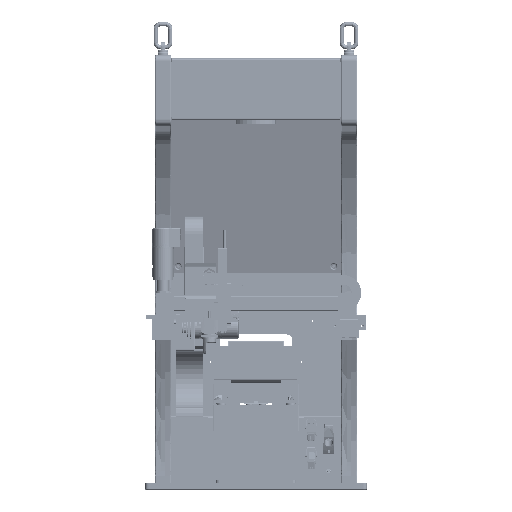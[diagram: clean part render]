
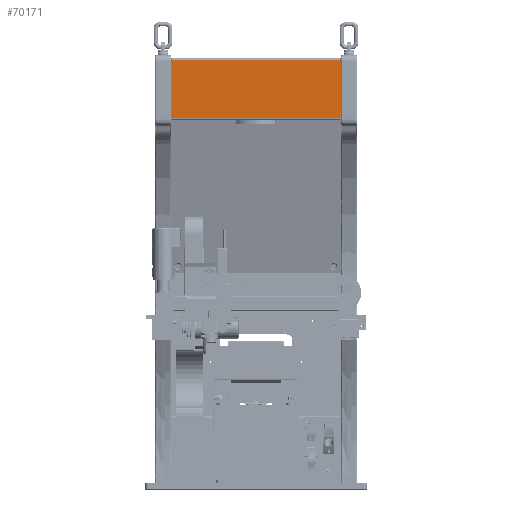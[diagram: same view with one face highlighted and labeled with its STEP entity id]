
A CAD part, top view. The second image highlights one B-rep face of the part: STEP entity #70171.
In plain terms, the highlighted planar face has unit normal (0, 0, 1).
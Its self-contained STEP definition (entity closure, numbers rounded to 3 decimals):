
#7390=CIRCLE('',#75236,0.5);
#7391=CIRCLE('',#75237,0.5);
#7392=CIRCLE('',#75238,0.5);
#7393=CIRCLE('',#75239,0.5);
#7394=CIRCLE('',#75240,0.5);
#7395=CIRCLE('',#75241,0.5);
#7396=CIRCLE('',#75242,0.5);
#7397=CIRCLE('',#75243,0.5);
#17326=VERTEX_POINT('',#135717);
#17327=VERTEX_POINT('',#135719);
#17328=VERTEX_POINT('',#135723);
#17329=VERTEX_POINT('',#135724);
#17330=VERTEX_POINT('',#135726);
#17331=VERTEX_POINT('',#135728);
#17332=VERTEX_POINT('',#135730);
#17333=VERTEX_POINT('',#135732);
#17334=VERTEX_POINT('',#135735);
#17335=VERTEX_POINT('',#135737);
#17336=VERTEX_POINT('',#135739);
#17337=VERTEX_POINT('',#135741);
#17338=VERTEX_POINT('',#135743);
#17339=VERTEX_POINT('',#135745);
#17340=VERTEX_POINT('',#135747);
#17341=VERTEX_POINT('',#135749);
#24886=VECTOR('',#90583,1.);
#24887=VECTOR('',#90591,1.);
#24888=VECTOR('',#90596,1.);
#24889=VECTOR('',#90597,1.);
#24890=VECTOR('',#90602,1.);
#24891=VECTOR('',#90607,1.);
#24892=VECTOR('',#90608,1.);
#24893=VECTOR('',#90609,1.);
#31267=LINE('',#135718,#24886);
#31268=LINE('',#135727,#24887);
#31269=LINE('',#135733,#24888);
#31270=LINE('',#135734,#24889);
#31271=LINE('',#135740,#24890);
#31272=LINE('',#135746,#24891);
#31273=LINE('',#135748,#24892);
#31274=LINE('',#135750,#24893);
#41897=EDGE_CURVE('',#17327,#17326,#31267,.T.);
#41899=EDGE_CURVE('',#17328,#17329,#7390,.T.);
#41900=EDGE_CURVE('',#17330,#17329,#7391,.T.);
#41901=EDGE_CURVE('',#17330,#17331,#31268,.T.);
#41902=EDGE_CURVE('',#17332,#17331,#7392,.T.);
#41903=EDGE_CURVE('',#17332,#17333,#7393,.T.);
#41904=EDGE_CURVE('',#17333,#17327,#31269,.T.);
#41905=EDGE_CURVE('',#17326,#17334,#31270,.T.);
#41906=EDGE_CURVE('',#17334,#17335,#7394,.T.);
#41907=EDGE_CURVE('',#17336,#17335,#7395,.T.);
#41908=EDGE_CURVE('',#17336,#17337,#31271,.T.);
#41909=EDGE_CURVE('',#17338,#17337,#7396,.T.);
#41910=EDGE_CURVE('',#17338,#17339,#7397,.T.);
#41911=EDGE_CURVE('',#17339,#17340,#31272,.T.);
#41912=EDGE_CURVE('',#17341,#17340,#31273,.T.);
#41913=EDGE_CURVE('',#17341,#17328,#31274,.T.);
#56886=ORIENTED_EDGE('',*,*,#41899,.T.);
#56887=ORIENTED_EDGE('',*,*,#41900,.F.);
#56888=ORIENTED_EDGE('',*,*,#41901,.T.);
#56889=ORIENTED_EDGE('',*,*,#41902,.F.);
#56890=ORIENTED_EDGE('',*,*,#41903,.T.);
#56891=ORIENTED_EDGE('',*,*,#41904,.T.);
#56892=ORIENTED_EDGE('',*,*,#41897,.T.);
#56893=ORIENTED_EDGE('',*,*,#41905,.T.);
#56894=ORIENTED_EDGE('',*,*,#41906,.T.);
#56895=ORIENTED_EDGE('',*,*,#41907,.F.);
#56896=ORIENTED_EDGE('',*,*,#41908,.T.);
#56897=ORIENTED_EDGE('',*,*,#41909,.F.);
#56898=ORIENTED_EDGE('',*,*,#41910,.T.);
#56899=ORIENTED_EDGE('',*,*,#41911,.T.);
#56900=ORIENTED_EDGE('',*,*,#41912,.F.);
#56901=ORIENTED_EDGE('',*,*,#41913,.T.);
#63354=EDGE_LOOP('',(#56886,#56887,#56888,#56889,#56890,#56891,#56892,#56893,
#56894,#56895,#56896,#56897,#56898,#56899,#56900,#56901));
#67324=FACE_BOUND('',#63354,.T.);
#70171=ADVANCED_FACE('',(#67324),#144320,.T.);
#75235=AXIS2_PLACEMENT_3D('',#135721,#90586,$);
#75236=AXIS2_PLACEMENT_3D('',#135722,#90587,#90588);
#75237=AXIS2_PLACEMENT_3D('',#135725,#90589,#90590);
#75238=AXIS2_PLACEMENT_3D('',#135729,#90592,#90593);
#75239=AXIS2_PLACEMENT_3D('',#135731,#90594,#90595);
#75240=AXIS2_PLACEMENT_3D('',#135736,#90598,#90599);
#75241=AXIS2_PLACEMENT_3D('',#135738,#90600,#90601);
#75242=AXIS2_PLACEMENT_3D('',#135742,#90603,#90604);
#75243=AXIS2_PLACEMENT_3D('',#135744,#90605,#90606);
#90583=DIRECTION('',(1.,0.,0.));
#90586=DIRECTION('',(0.,0.,1.));
#90587=DIRECTION('',(0.,0.,-1.));
#90588=DIRECTION('',(-0.5,0.,0.));
#90589=DIRECTION('',(0.,0.,-1.));
#90590=DIRECTION('',(-0.5,0.,0.));
#90591=DIRECTION('',(0.,-1.,0.));
#90592=DIRECTION('',(0.,0.,-1.));
#90593=DIRECTION('',(0.5,0.,0.));
#90594=DIRECTION('',(0.,0.,-1.));
#90595=DIRECTION('',(-0.5,0.,0.));
#90596=DIRECTION('',(0.,-1.,0.));
#90597=DIRECTION('',(0.,1.,0.));
#90598=DIRECTION('',(0.,0.,-1.));
#90599=DIRECTION('',(-0.5,0.,0.));
#90600=DIRECTION('',(0.,0.,-1.));
#90601=DIRECTION('',(-0.5,0.,0.));
#90602=DIRECTION('',(0.,1.,0.));
#90603=DIRECTION('',(0.,0.,-1.));
#90604=DIRECTION('',(0.5,0.,0.));
#90605=DIRECTION('',(0.,0.,-1.));
#90606=DIRECTION('',(-0.5,0.,0.));
#90607=DIRECTION('',(0.,1.,0.));
#90608=DIRECTION('',(1.,0.,0.));
#90609=DIRECTION('',(0.,-1.,0.));
#135717=CARTESIAN_POINT('',(249.75,1098.1,75.));
#135718=CARTESIAN_POINT('',(-249.75,1098.1,75.));
#135719=CARTESIAN_POINT('',(-249.75,1098.1,75.));
#135721=CARTESIAN_POINT('',(0.,1183.021,75.));
#135722=CARTESIAN_POINT('',(-250.25,1265.4,75.));
#135723=CARTESIAN_POINT('',(-249.75,1265.4,75.));
#135724=CARTESIAN_POINT('',(-250.25,1264.9,75.));
#135725=CARTESIAN_POINT('',(-250.25,1264.4,75.));
#135726=CARTESIAN_POINT('',(-250.75,1264.4,75.));
#135727=CARTESIAN_POINT('',(-250.75,1264.4,75.));
#135728=CARTESIAN_POINT('',(-250.75,1103.6,75.));
#135729=CARTESIAN_POINT('',(-250.25,1103.6,75.));
#135730=CARTESIAN_POINT('',(-250.25,1103.1,75.));
#135731=CARTESIAN_POINT('',(-250.25,1102.6,75.));
#135732=CARTESIAN_POINT('',(-249.75,1102.6,75.));
#135733=CARTESIAN_POINT('',(-249.75,1102.6,75.));
#135734=CARTESIAN_POINT('',(249.75,1098.1,75.));
#135735=CARTESIAN_POINT('',(249.75,1102.6,75.));
#135736=CARTESIAN_POINT('',(250.25,1102.6,75.));
#135737=CARTESIAN_POINT('',(250.25,1103.1,75.));
#135738=CARTESIAN_POINT('',(250.25,1103.6,75.));
#135739=CARTESIAN_POINT('',(250.75,1103.6,75.));
#135740=CARTESIAN_POINT('',(250.75,1103.6,75.));
#135741=CARTESIAN_POINT('',(250.75,1264.4,75.));
#135742=CARTESIAN_POINT('',(250.25,1264.4,75.));
#135743=CARTESIAN_POINT('',(250.25,1264.9,75.));
#135744=CARTESIAN_POINT('',(250.25,1265.4,75.));
#135745=CARTESIAN_POINT('',(249.75,1265.4,75.));
#135746=CARTESIAN_POINT('',(249.75,1265.4,75.));
#135747=CARTESIAN_POINT('',(249.75,1269.9,75.));
#135748=CARTESIAN_POINT('',(-249.75,1269.9,75.));
#135749=CARTESIAN_POINT('',(-249.75,1269.9,75.));
#135750=CARTESIAN_POINT('',(-249.75,1269.9,75.));
#144320=PLANE('',#75235);
